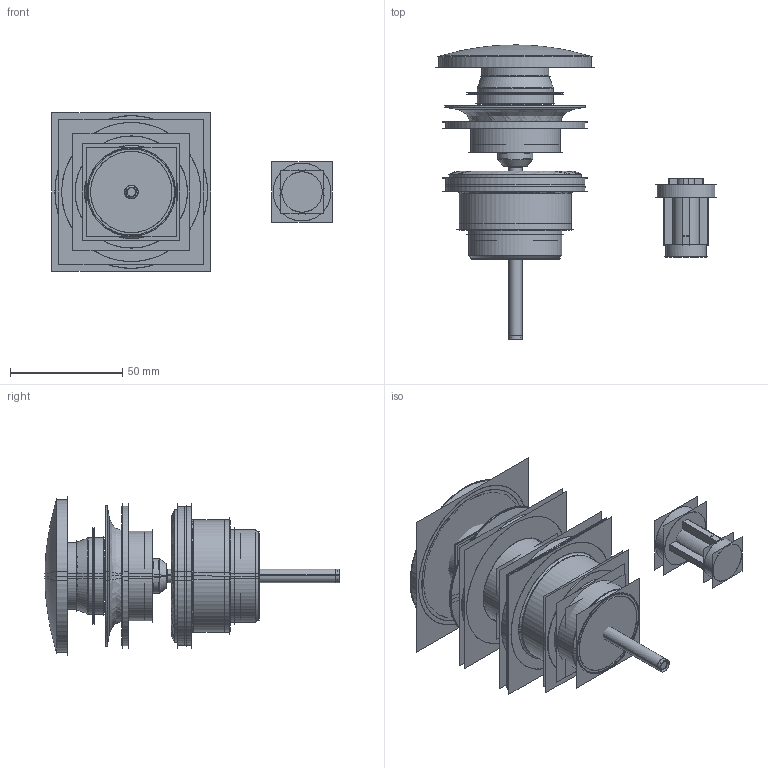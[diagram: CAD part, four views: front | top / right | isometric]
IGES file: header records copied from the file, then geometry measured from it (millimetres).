
Start section:  PTC IGES file: PRO0280C.igs
Global section: file name: PRO0280C.igs; native system: Pro/ENGINEER by Parametric Technology Corporation; preprocessor: 2009360; author: user152; organization: Unknown; date: 20200311.095104; units: millimetre
Bounding box: 124.78 x 130.91 x 70.74 mm (x, y, z)
Volume: 79080 mm3; surface area: 323039.1 mm2
Topology: 10 solids, 14 shells, 542 faces, 2720 edges, 3464 vertices
Faces by surface type: revolution 356, bspline 186
